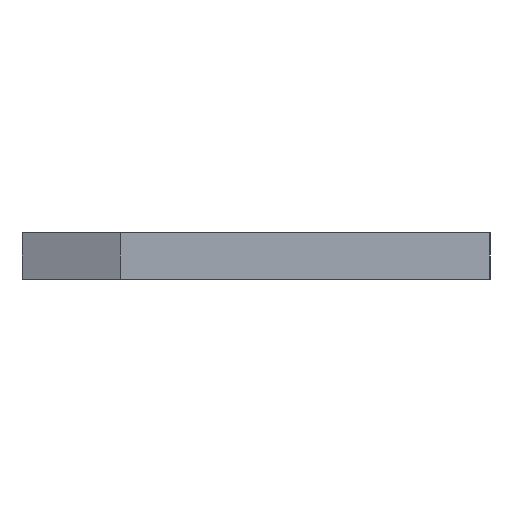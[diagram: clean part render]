
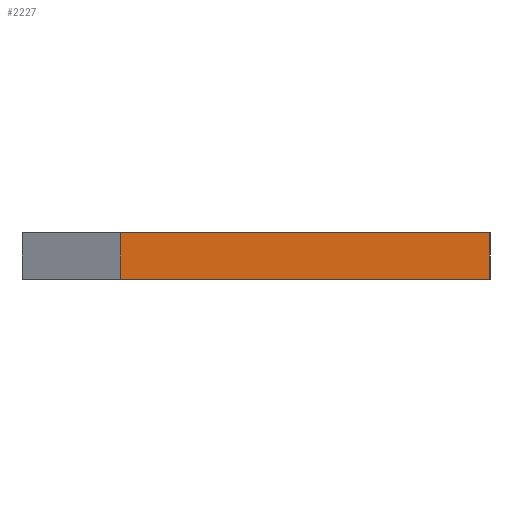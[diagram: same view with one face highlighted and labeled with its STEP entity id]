
A CAD part, left-side view. The second image highlights one B-rep face of the part: STEP entity #2227.
In plain terms, the highlighted planar face has unit normal (-1, 0, 0).
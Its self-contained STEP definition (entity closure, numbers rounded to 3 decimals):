
#2043=CARTESIAN_POINT('',(-80.0,7.9,-0.5));
#2044=VERTEX_POINT('',#2043);
#2051=CARTESIAN_POINT('',(-80.0,7.9,0.5));
#2052=VERTEX_POINT('',#2051);
#2053=CARTESIAN_POINT('',(-80.0,7.9,-0.5));
#2054=DIRECTION('',(0.0,0.0,1.0));
#2055=VECTOR('',#2054,1.0);
#2056=LINE('',#2053,#2055);
#2057=EDGE_CURVE('',#2044,#2052,#2056,.T.);
#2073=CARTESIAN_POINT('',(-80.0,0.0,-0.5));
#2074=VERTEX_POINT('',#2073);
#2075=CARTESIAN_POINT('',(-80.0,7.9,-0.5));
#2076=DIRECTION('',(0.0,-1.0,0.0));
#2077=VECTOR('',#2076,7.9);
#2078=LINE('',#2075,#2077);
#2079=EDGE_CURVE('',#2044,#2074,#2078,.T.);
#2192=CARTESIAN_POINT('',(-80.0,0.0,0.5));
#2193=VERTEX_POINT('',#2192);
#2200=CARTESIAN_POINT('',(-80.0,0.0,0.5));
#2201=DIRECTION('',(0.0,0.0,-1.0));
#2202=VECTOR('',#2201,1.0);
#2203=LINE('',#2200,#2202);
#2204=EDGE_CURVE('',#2193,#2074,#2203,.T.);
#2211=CARTESIAN_POINT('',(-80.0,0.0,0.0));
#2212=DIRECTION('',(-1.0,0.0,0.0));
#2213=DIRECTION('',(0.0,0.0,1.0));
#2214=AXIS2_PLACEMENT_3D('',#2211,#2212,#2213);
#2215=PLANE('',#2214);
#2216=CARTESIAN_POINT('',(-80.0,0.0,0.5));
#2217=DIRECTION('',(0.0,1.0,0.0));
#2218=VECTOR('',#2217,7.9);
#2219=LINE('',#2216,#2218);
#2220=EDGE_CURVE('',#2193,#2052,#2219,.T.);
#2221=ORIENTED_EDGE('',*,*,#2220,.T.);
#2222=ORIENTED_EDGE('',*,*,#2057,.F.);
#2223=ORIENTED_EDGE('',*,*,#2079,.T.);
#2224=ORIENTED_EDGE('',*,*,#2204,.F.);
#2225=EDGE_LOOP('',(#2221,#2222,#2223,#2224));
#2226=FACE_OUTER_BOUND('',#2225,.T.);
#2227=ADVANCED_FACE('',(#2226),#2215,.T.);
